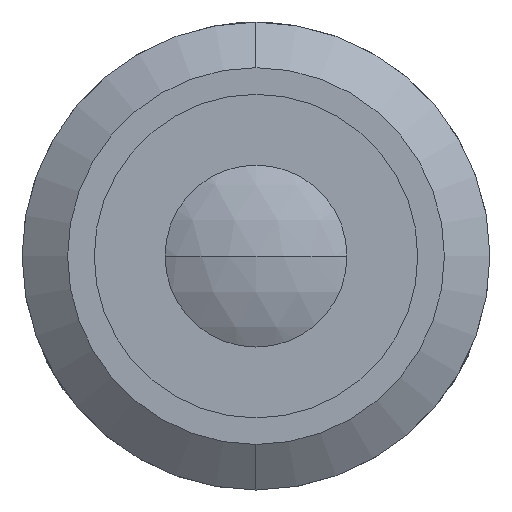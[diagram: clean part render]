
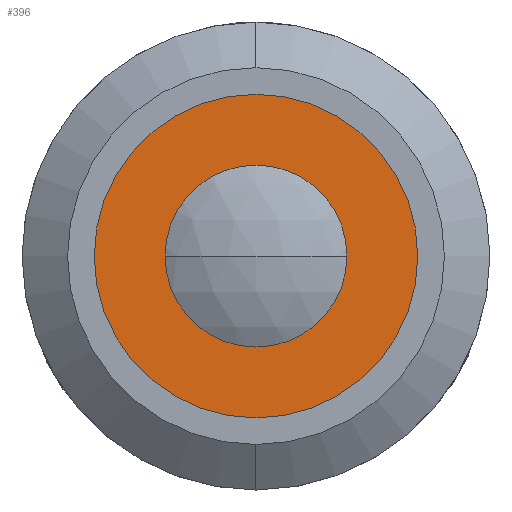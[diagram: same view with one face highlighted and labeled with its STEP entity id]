
A CAD part, left-side view. The second image highlights one B-rep face of the part: STEP entity #396.
In plain terms, the highlighted planar face has unit normal (-1, 0, 0).
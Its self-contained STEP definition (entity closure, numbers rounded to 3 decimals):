
#119 = ORIENTED_EDGE ( 'NONE', *, *, #1684, .F. ) ;
#289 = AXIS2_PLACEMENT_3D ( 'NONE', #3144, #2778, #3871 ) ;
#340 = CARTESIAN_POINT ( 'NONE',  ( 3.8, 0., -13. ) ) ;
#396 = ADVANCED_FACE ( 'NONE', ( #3003, #1195 ), #2615, .F. ) ;
#549 = VERTEX_POINT ( 'NONE', #2004 ) ;
#669 = AXIS2_PLACEMENT_3D ( 'NONE', #784, #2145, #3960 ) ;
#784 = CARTESIAN_POINT ( 'NONE',  ( 3.8, 0., 0. ) ) ;
#837 = AXIS2_PLACEMENT_3D ( 'NONE', #4417, #4029, #4467 ) ;
#870 = EDGE_LOOP ( 'NONE', ( #119, #2190 ) ) ;
#939 = EDGE_LOOP ( 'NONE', ( #3258, #3675 ) ) ;
#1011 = CARTESIAN_POINT ( 'NONE',  ( 3.8, 0., 0. ) ) ;
#1018 = EDGE_CURVE ( 'NONE', #1618, #4333, #2394, .T. ) ;
#1195 = FACE_OUTER_BOUND ( 'NONE', #939, .T. ) ;
#1275 = CIRCLE ( 'NONE', #2168, 7. ) ;
#1514 = EDGE_CURVE ( 'NONE', #4333, #1618, #2882, .T. ) ;
#1585 = CARTESIAN_POINT ( 'NONE',  ( 3.8, 0., -7. ) ) ;
#1618 = VERTEX_POINT ( 'NONE', #340 ) ;
#1684 = EDGE_CURVE ( 'NONE', #549, #3818, #3994, .T. ) ;
#2004 = CARTESIAN_POINT ( 'NONE',  ( 3.8, 0., 7. ) ) ;
#2145 = DIRECTION ( 'NONE',  ( -1., 0., 0. ) ) ;
#2168 = AXIS2_PLACEMENT_3D ( 'NONE', #2288, #2622, #3328 ) ;
#2190 = ORIENTED_EDGE ( 'NONE', *, *, #3625, .F. ) ;
#2288 = CARTESIAN_POINT ( 'NONE',  ( 3.8, 0., 0. ) ) ;
#2394 = CIRCLE ( 'NONE', #4244, 13. ) ;
#2417 = DIRECTION ( 'NONE',  ( -1., 0., 0. ) ) ;
#2615 = PLANE ( 'NONE',  #837 ) ;
#2622 = DIRECTION ( 'NONE',  ( -1., 0., 0. ) ) ;
#2778 = DIRECTION ( 'NONE',  ( -1., 0., 0. ) ) ;
#2882 = CIRCLE ( 'NONE', #289, 13. ) ;
#2936 = CARTESIAN_POINT ( 'NONE',  ( 3.8, 0., 13. ) ) ;
#3003 = FACE_BOUND ( 'NONE', #870, .T. ) ;
#3144 = CARTESIAN_POINT ( 'NONE',  ( 3.8, 0., 0. ) ) ;
#3258 = ORIENTED_EDGE ( 'NONE', *, *, #1514, .T. ) ;
#3328 = DIRECTION ( 'NONE',  ( 0., 0., 1. ) ) ;
#3625 = EDGE_CURVE ( 'NONE', #3818, #549, #1275, .T. ) ;
#3675 = ORIENTED_EDGE ( 'NONE', *, *, #1018, .T. ) ;
#3818 = VERTEX_POINT ( 'NONE', #1585 ) ;
#3843 = DIRECTION ( 'NONE',  ( 0., 0., 1. ) ) ;
#3871 = DIRECTION ( 'NONE',  ( 0., 0., 1. ) ) ;
#3960 = DIRECTION ( 'NONE',  ( 0., 0., 1. ) ) ;
#3994 = CIRCLE ( 'NONE', #669, 7. ) ;
#4029 = DIRECTION ( 'NONE',  ( 1., 0., 0. ) ) ;
#4244 = AXIS2_PLACEMENT_3D ( 'NONE', #1011, #2417, #3843 ) ;
#4333 = VERTEX_POINT ( 'NONE', #2936 ) ;
#4417 = CARTESIAN_POINT ( 'NONE',  ( 3.8, 13., 0. ) ) ;
#4467 = DIRECTION ( 'NONE',  ( 0., 0., -1. ) ) ;
